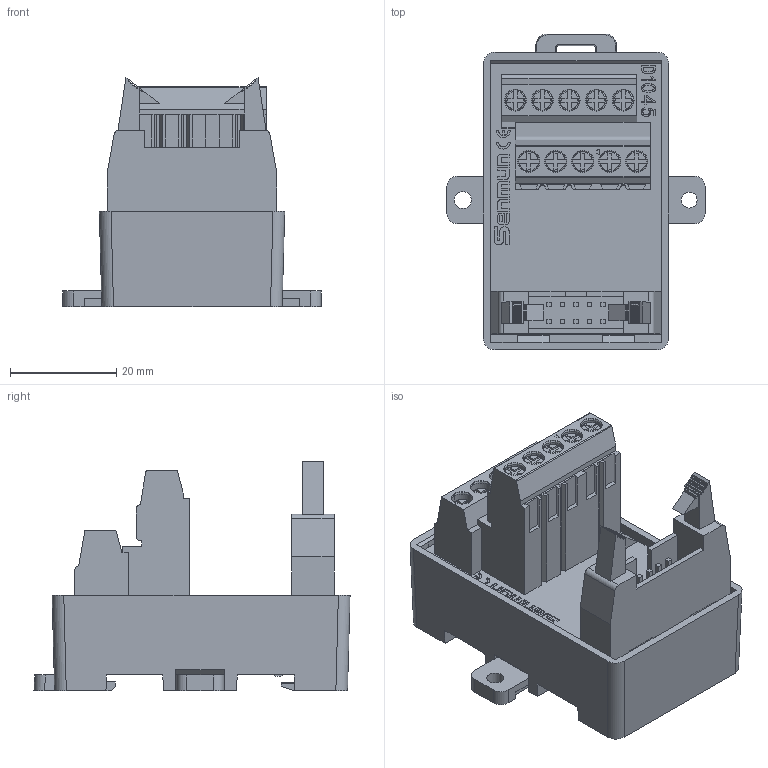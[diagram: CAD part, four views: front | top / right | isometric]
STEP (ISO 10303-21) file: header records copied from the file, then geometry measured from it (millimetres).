
FILE_DESCRIPTION(/* description */ (''),/* implementation_level */ '2;1');
FILE_NAME(/* name */ 'D1045-E.stp',/* time_stamp */ '2024-08-09T13:39:23+08:00',/* author */ (''),/* organization */ (''),/* preprocessor_version */ 'ST-DEVELOPER v14',/* originating_system */ 'SIEMENS PLM Software NX 8.0',/* authorisation */ '');
FILE_SCHEMA (('AUTOMOTIVE_DESIGN { 1 0 10303 214 3 1 1 1 }'));
Length unit declared in the file: millimetre
Products named in the file (1): D1045-E 3D_stp
Bounding box: 48.6 x 59.51 x 43.25 mm (x, y, z)
Volume: 41109.4 mm3; surface area: 14716.7 mm2
Topology: 3 solids, 8 shells, 865 faces, 2297 edges, 1519 vertices
Faces by surface type: plane 719, cylinder 72, torus 32, cone 22, bspline 10, extrusion 10
Full cylindrical faces by diameter (mm): 3 x1, 3.2 x1, 4.1 x8, 4.13 x8
Entity records: 28931 total; most frequent: CARTESIAN_POINT 6753, ORIENTED_EDGE 4516, DIRECTION 4009, EDGE_CURVE 2258, VECTOR 1919, LINE 1909, VERTEX_POINT 1508, AXIS2_PLACEMENT_3D 1045
